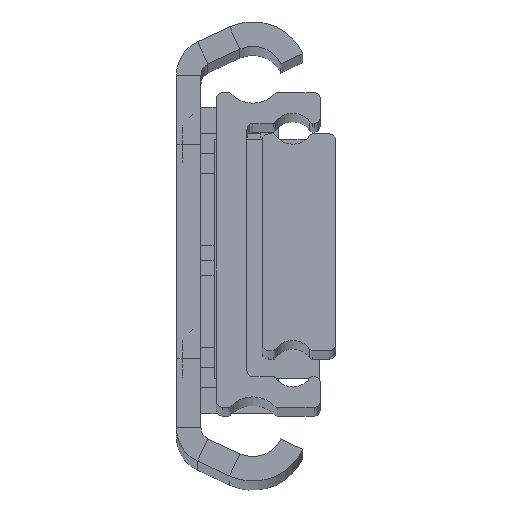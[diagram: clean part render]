
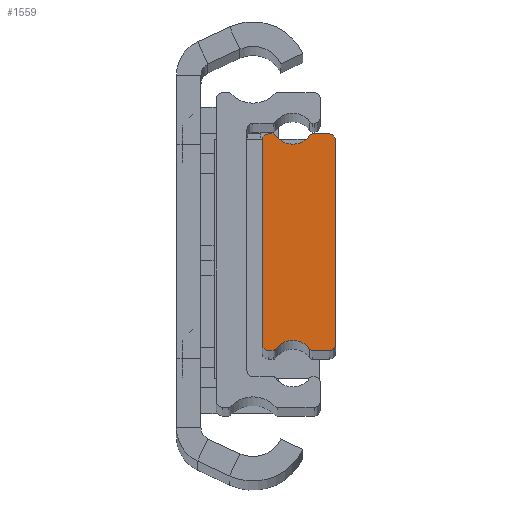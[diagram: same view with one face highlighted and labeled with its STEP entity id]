
A CAD part, top view. The second image highlights one B-rep face of the part: STEP entity #1559.
In plain terms, the highlighted planar face has unit normal (0, 0, 1).
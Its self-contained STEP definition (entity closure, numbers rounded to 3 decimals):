
#4 = ORIENTED_EDGE ( 'NONE', *, *, #4458, .T. ) ;
#39 = AXIS2_PLACEMENT_3D ( 'NONE', #4749, #1566, #4385 ) ;
#43 = EDGE_CURVE ( 'NONE', #522, #4642, #1296, .T. ) ;
#51 = DIRECTION ( 'NONE',  ( 1., 0., 0. ) ) ;
#62 = DIRECTION ( 'NONE',  ( 0., 0., 1. ) ) ;
#76 = CARTESIAN_POINT ( 'NONE',  ( -1., -16.688, 0. ) ) ;
#84 = EDGE_CURVE ( 'NONE', #4469, #846, #4256, .T. ) ;
#128 = VECTOR ( 'NONE', #453, 1000. ) ;
#176 = VERTEX_POINT ( 'NONE', #4308 ) ;
#179 = CARTESIAN_POINT ( 'NONE',  ( -11., -16.687, 0. ) ) ;
#242 = CARTESIAN_POINT ( 'NONE',  ( -3.797, 17.688, 0. ) ) ;
#257 = ORIENTED_EDGE ( 'NONE', *, *, #3563, .T. ) ;
#291 = CARTESIAN_POINT ( 'NONE',  ( -4.208, 17.473, 0. ) ) ;
#341 = CARTESIAN_POINT ( 'NONE',  ( -10.203, -17.688, 0. ) ) ;
#342 = VERTEX_POINT ( 'NONE', #1310 ) ;
#348 = CARTESIAN_POINT ( 'NONE',  ( -7., 19.412, 0. ) ) ;
#410 = VERTEX_POINT ( 'NONE', #3367 ) ;
#443 = CIRCLE ( 'NONE', #1457, 1. ) ;
#453 = DIRECTION ( 'NONE',  ( 1., 0., 0. ) ) ;
#522 = VERTEX_POINT ( 'NONE', #242 ) ;
#594 = AXIS2_PLACEMENT_3D ( 'NONE', #76, #3726, #51 ) ;
#615 = EDGE_CURVE ( 'NONE', #3906, #1873, #4023, .T. ) ;
#627 = CIRCLE ( 'NONE', #2594, 0.5 ) ;
#646 = CARTESIAN_POINT ( 'NONE',  ( -12., 16.688, 0. ) ) ;
#664 = ORIENTED_EDGE ( 'NONE', *, *, #4004, .T. ) ;
#688 = EDGE_CURVE ( 'NONE', #5094, #1875, #2425, .T. ) ;
#692 = VECTOR ( 'NONE', #1014, 1000. ) ;
#720 = CARTESIAN_POINT ( 'NONE',  ( -3.797, -17.688, 0. ) ) ;
#846 = VERTEX_POINT ( 'NONE', #1970 ) ;
#905 = EDGE_CURVE ( 'NONE', #3318, #342, #2089, .T. ) ;
#946 = EDGE_CURVE ( 'NONE', #1068, #522, #1662, .T. ) ;
#959 = DIRECTION ( 'NONE',  ( 1., 0., 0. ) ) ;
#994 = CARTESIAN_POINT ( 'NONE',  ( -10.203, 17.688, 0. ) ) ;
#997 = LINE ( 'NONE', #646, #1441 ) ;
#1004 = DIRECTION ( 'NONE',  ( 0., 0., 1. ) ) ;
#1014 = DIRECTION ( 'NONE',  ( -1., 0., 0. ) ) ;
#1028 = CARTESIAN_POINT ( 'NONE',  ( -10.203, 17.688, 0. ) ) ;
#1050 = VECTOR ( 'NONE', #4007, 1000. ) ;
#1068 = VERTEX_POINT ( 'NONE', #4632 ) ;
#1208 = CIRCLE ( 'NONE', #3676, 0.5 ) ;
#1249 = CARTESIAN_POINT ( 'NONE',  ( -3.797, -17.688, 0. ) ) ;
#1266 = CARTESIAN_POINT ( 'NONE',  ( 0., -16.688, 0. ) ) ;
#1291 = DIRECTION ( 'NONE',  ( 0., 1., 0. ) ) ;
#1296 = CIRCLE ( 'NONE', #3595, 0.5 ) ;
#1310 = CARTESIAN_POINT ( 'NONE',  ( -4.208, -17.473, 0. ) ) ;
#1345 = ORIENTED_EDGE ( 'NONE', *, *, #4319, .T. ) ;
#1359 = EDGE_CURVE ( 'NONE', #342, #1623, #627, .T. ) ;
#1383 = CARTESIAN_POINT ( 'NONE',  ( -11., -17.687, 0. ) ) ;
#1392 = DIRECTION ( 'NONE',  ( 0., 0., 1. ) ) ;
#1418 = LINE ( 'NONE', #994, #692 ) ;
#1441 = VECTOR ( 'NONE', #1795, 1000. ) ;
#1457 = AXIS2_PLACEMENT_3D ( 'NONE', #2080, #62, #4867 ) ;
#1470 = ORIENTED_EDGE ( 'NONE', *, *, #84, .T. ) ;
#1499 = AXIS2_PLACEMENT_3D ( 'NONE', #348, #5034, #959 ) ;
#1518 = PLANE ( 'NONE',  #39 ) ;
#1559 = ADVANCED_FACE ( 'NONE', ( #5229 ), #1518, .T. ) ;
#1566 = DIRECTION ( 'NONE',  ( 0., 0., 1. ) ) ;
#1606 = DIRECTION ( 'NONE',  ( 0., 0., -1. ) ) ;
#1623 = VERTEX_POINT ( 'NONE', #720 ) ;
#1644 = ORIENTED_EDGE ( 'NONE', *, *, #5228, .T. ) ;
#1658 = LINE ( 'NONE', #1266, #5013 ) ;
#1662 = LINE ( 'NONE', #4402, #1050 ) ;
#1716 = ORIENTED_EDGE ( 'NONE', *, *, #2420, .T. ) ;
#1717 = EDGE_CURVE ( 'NONE', #1623, #410, #2410, .T. ) ;
#1762 = DIRECTION ( 'NONE',  ( 1., 0., 0. ) ) ;
#1795 = DIRECTION ( 'NONE',  ( 0., -1., 0. ) ) ;
#1811 = ORIENTED_EDGE ( 'NONE', *, *, #946, .T. ) ;
#1873 = VERTEX_POINT ( 'NONE', #1028 ) ;
#1875 = VERTEX_POINT ( 'NONE', #1383 ) ;
#1970 = CARTESIAN_POINT ( 'NONE',  ( -12., 16.688, 0. ) ) ;
#2025 = CARTESIAN_POINT ( 'NONE',  ( -12., -16.687, 0. ) ) ;
#2080 = CARTESIAN_POINT ( 'NONE',  ( -1., 16.688, 0. ) ) ;
#2089 = CIRCLE ( 'NONE', #2764, 3.4 ) ;
#2121 = CARTESIAN_POINT ( 'NONE',  ( -11., 17.688, 0. ) ) ;
#2146 = ORIENTED_EDGE ( 'NONE', *, *, #615, .T. ) ;
#2171 = DIRECTION ( 'NONE',  ( 0., 0., 1. ) ) ;
#2283 = DIRECTION ( 'NONE',  ( 0., 0., 1. ) ) ;
#2389 = LINE ( 'NONE', #3601, #2473 ) ;
#2410 = LINE ( 'NONE', #1249, #128 ) ;
#2420 = EDGE_CURVE ( 'NONE', #4642, #3906, #3633, .T. ) ;
#2425 = CIRCLE ( 'NONE', #3606, 1. ) ;
#2473 = VECTOR ( 'NONE', #3632, 1000. ) ;
#2594 = AXIS2_PLACEMENT_3D ( 'NONE', #4567, #3195, #3971 ) ;
#2667 = ORIENTED_EDGE ( 'NONE', *, *, #5237, .T. ) ;
#2764 = AXIS2_PLACEMENT_3D ( 'NONE', #4504, #1606, #3667 ) ;
#2813 = DIRECTION ( 'NONE',  ( 1., 0., 0. ) ) ;
#2849 = VERTEX_POINT ( 'NONE', #341 ) ;
#2917 = ORIENTED_EDGE ( 'NONE', *, *, #1717, .T. ) ;
#3003 = DIRECTION ( 'NONE',  ( 1., 0., 0. ) ) ;
#3108 = CARTESIAN_POINT ( 'NONE',  ( 0., 16.688, 0. ) ) ;
#3153 = EDGE_LOOP ( 'NONE', ( #1470, #257, #4168, #1345, #3957, #5212, #4525, #2917, #4, #1644, #2667, #1811, #3310, #1716, #2146, #664 ) ) ;
#3195 = DIRECTION ( 'NONE',  ( 0., 0., 1. ) ) ;
#3246 = CIRCLE ( 'NONE', #594, 1. ) ;
#3310 = ORIENTED_EDGE ( 'NONE', *, *, #43, .T. ) ;
#3318 = VERTEX_POINT ( 'NONE', #3736 ) ;
#3354 = AXIS2_PLACEMENT_3D ( 'NONE', #4214, #1004, #5003 ) ;
#3367 = CARTESIAN_POINT ( 'NONE',  ( -1., -17.688, 0. ) ) ;
#3427 = AXIS2_PLACEMENT_3D ( 'NONE', #3604, #4787, #2813 ) ;
#3499 = VERTEX_POINT ( 'NONE', #3108 ) ;
#3563 = EDGE_CURVE ( 'NONE', #846, #5094, #997, .T. ) ;
#3595 = AXIS2_PLACEMENT_3D ( 'NONE', #5097, #2283, #3003 ) ;
#3601 = CARTESIAN_POINT ( 'NONE',  ( -11., -17.687, 0. ) ) ;
#3604 = CARTESIAN_POINT ( 'NONE',  ( -11., 16.687, 0. ) ) ;
#3606 = AXIS2_PLACEMENT_3D ( 'NONE', #179, #2171, #4586 ) ;
#3632 = DIRECTION ( 'NONE',  ( 1., 0., 0. ) ) ;
#3633 = CIRCLE ( 'NONE', #1499, 3.4 ) ;
#3636 = CARTESIAN_POINT ( 'NONE',  ( -9.792, 17.473, 0. ) ) ;
#3667 = DIRECTION ( 'NONE',  ( 1., 0., 0. ) ) ;
#3676 = AXIS2_PLACEMENT_3D ( 'NONE', #4148, #1392, #1762 ) ;
#3726 = DIRECTION ( 'NONE',  ( 0., 0., 1. ) ) ;
#3736 = CARTESIAN_POINT ( 'NONE',  ( -9.792, -17.473, 0. ) ) ;
#3906 = VERTEX_POINT ( 'NONE', #3636 ) ;
#3957 = ORIENTED_EDGE ( 'NONE', *, *, #3990, .T. ) ;
#3971 = DIRECTION ( 'NONE',  ( 1., 0., 0. ) ) ;
#3990 = EDGE_CURVE ( 'NONE', #2849, #3318, #1208, .T. ) ;
#4004 = EDGE_CURVE ( 'NONE', #1873, #4469, #1418, .T. ) ;
#4007 = DIRECTION ( 'NONE',  ( -1., 0., 0. ) ) ;
#4023 = CIRCLE ( 'NONE', #3354, 0.5 ) ;
#4148 = CARTESIAN_POINT ( 'NONE',  ( -10.203, -17.188, 0. ) ) ;
#4168 = ORIENTED_EDGE ( 'NONE', *, *, #688, .T. ) ;
#4214 = CARTESIAN_POINT ( 'NONE',  ( -10.203, 17.188, 0. ) ) ;
#4256 = CIRCLE ( 'NONE', #3427, 1. ) ;
#4308 = CARTESIAN_POINT ( 'NONE',  ( 0., -16.688, 0. ) ) ;
#4319 = EDGE_CURVE ( 'NONE', #1875, #2849, #2389, .T. ) ;
#4385 = DIRECTION ( 'NONE',  ( 1., 0., 0. ) ) ;
#4402 = CARTESIAN_POINT ( 'NONE',  ( -1., 17.688, 0. ) ) ;
#4458 = EDGE_CURVE ( 'NONE', #410, #176, #3246, .T. ) ;
#4469 = VERTEX_POINT ( 'NONE', #2121 ) ;
#4504 = CARTESIAN_POINT ( 'NONE',  ( -7., -19.412, 0. ) ) ;
#4525 = ORIENTED_EDGE ( 'NONE', *, *, #1359, .T. ) ;
#4567 = CARTESIAN_POINT ( 'NONE',  ( -3.797, -17.188, 0. ) ) ;
#4586 = DIRECTION ( 'NONE',  ( 1., 0., 0. ) ) ;
#4632 = CARTESIAN_POINT ( 'NONE',  ( -1., 17.688, 0. ) ) ;
#4642 = VERTEX_POINT ( 'NONE', #291 ) ;
#4749 = CARTESIAN_POINT ( 'NONE',  ( -11., 16.687, 0. ) ) ;
#4787 = DIRECTION ( 'NONE',  ( 0., 0., 1. ) ) ;
#4867 = DIRECTION ( 'NONE',  ( 1., 0., 0. ) ) ;
#5003 = DIRECTION ( 'NONE',  ( 1., 0., 0. ) ) ;
#5013 = VECTOR ( 'NONE', #1291, 1000. ) ;
#5034 = DIRECTION ( 'NONE',  ( 0., 0., -1. ) ) ;
#5094 = VERTEX_POINT ( 'NONE', #2025 ) ;
#5097 = CARTESIAN_POINT ( 'NONE',  ( -3.797, 17.188, 0. ) ) ;
#5212 = ORIENTED_EDGE ( 'NONE', *, *, #905, .T. ) ;
#5228 = EDGE_CURVE ( 'NONE', #176, #3499, #1658, .T. ) ;
#5229 = FACE_OUTER_BOUND ( 'NONE', #3153, .T. ) ;
#5237 = EDGE_CURVE ( 'NONE', #3499, #1068, #443, .T. ) ;
